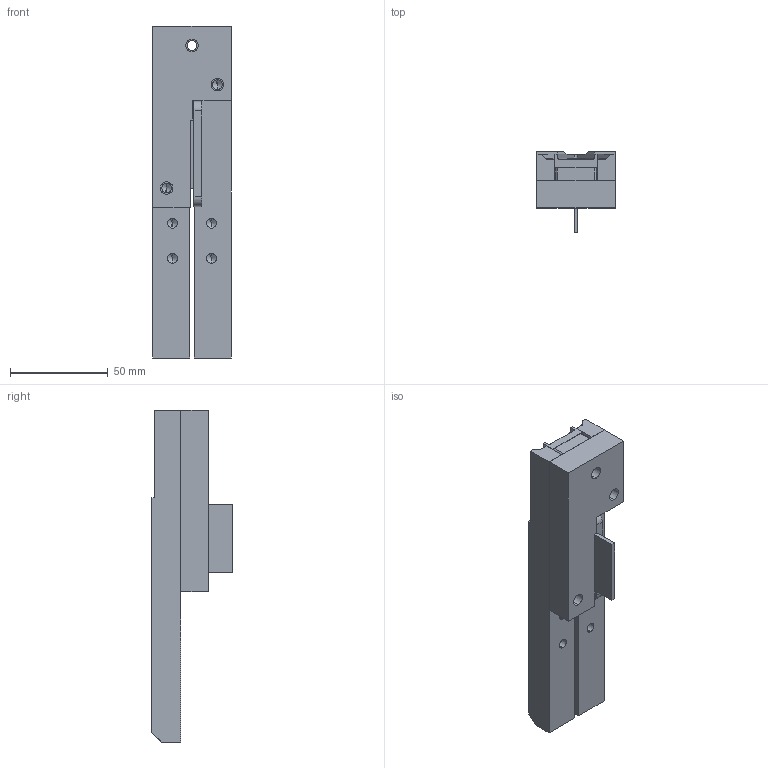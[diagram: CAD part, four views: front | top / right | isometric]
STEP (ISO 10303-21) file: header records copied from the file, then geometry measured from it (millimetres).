
FILE_DESCRIPTION (( 'STEP AP203' ), '1' );
FILE_NAME ('Machoire.step', '2024-07-09T10:39:27', ( '' ), ( '' ), 'SwSTEP 2.0', 'SolidWorks 2024', '' );
FILE_SCHEMA (( 'CONFIG_CONTROL_DESIGN' ));
Length unit declared in the file: millimetre
Products named in the file (1): Machoire
Bounding box: 40 x 41.4 x 170 mm (x, y, z)
Volume: 126052.4 mm3; surface area: 41383.6 mm2
Topology: 7 solids, 7 shells, 137 faces, 343 edges, 212 vertices
Faces by surface type: plane 70, cylinder 49, cone 16, sphere 2
Entity records: 4044 total; most frequent: CARTESIAN_POINT 729, DIRECTION 673, ORIENTED_EDGE 654, EDGE_CURVE 327, LINE 225, VECTOR 225, AXIS2_PLACEMENT_3D 224, VERTEX_POINT 212
